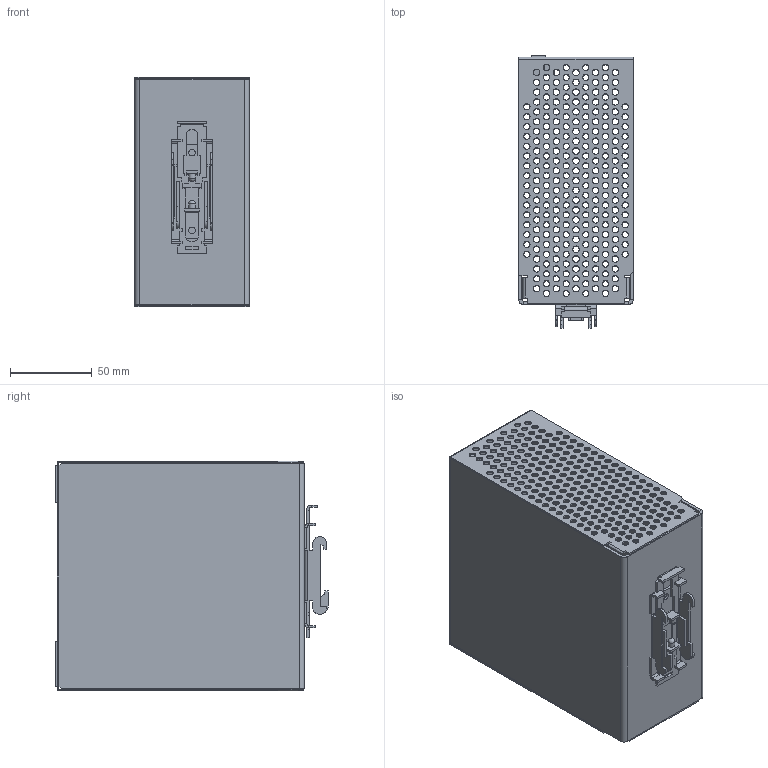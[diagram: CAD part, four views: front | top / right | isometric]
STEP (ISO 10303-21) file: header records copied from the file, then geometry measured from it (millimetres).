
FILE_DESCRIPTION (( 'STEP AP203' ), '1' );
FILE_NAME ('ASI萇埭褲极蚾饜极-stp.STEP', '2023-05-17T05:28:04', ( '' ), ( '' ), 'SwSTEP 2.0', 'SolidWorks 2017', '' );
FILE_SCHEMA (( 'CONFIG_CONTROL_DESIGN' ));
Length unit declared in the file: millimetre
Products named in the file (1): ASI萇埭褲极蚾饜极-stp
Bounding box: 70 x 166.5 x 140.5 mm (x, y, z)
Volume: 133481.4 mm3; surface area: 170690.4 mm2
Topology: 9 solids, 9 shells, 1252 faces, 3447 edges, 2251 vertices
Faces by surface type: plane 661, cylinder 573, bspline 8, cone 8, torus 1, sphere 1
Full cylindrical faces by diameter (mm): 1.4 x8, 2.8 x6, 3.5 x2, 3.8 x258, 4 x233, 4.218 x1, 4.5 x2
Entity records: 38270 total; most frequent: DIRECTION 6439, CARTESIAN_POINT 6398, ORIENTED_EDGE 5556, EDGE_LOOP 2809, EDGE_CURVE 2778, AXIS2_PLACEMENT_3D 2432, VERTEX_POINT 2103, FACE_OUTER_BOUND 1763
